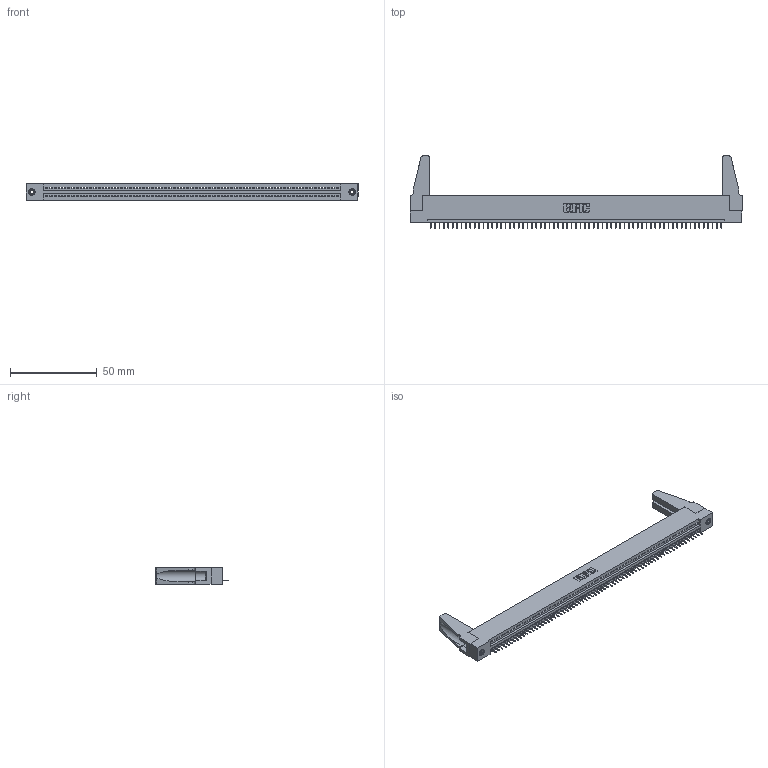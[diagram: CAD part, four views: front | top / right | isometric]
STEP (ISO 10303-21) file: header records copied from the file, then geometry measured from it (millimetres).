
FILE_DESCRIPTION (( 'STEP AP203' ), '1' );
FILE_NAME ('395-067-525-188.STEP', '2020-09-25T02:31:09', ( '' ), ( '' ), 'SwSTEP 2.0', 'SolidWorks 2020', '' );
FILE_SCHEMA (( 'CONFIG_CONTROL_DESIGN' ));
Length unit declared in the file: inch
Products named in the file (5): 395-067-525-188; 345-292-001_345-293-125; 345-220-078_345-220-088; 345-250-001_345-250-001-102; 345 Part_Flush Mounting Lugs - 0.156 Dia-TH
Assembly tree (72 placements, depth 2):
  395-067-525-188
    345 Part_Flush Mounting Lugs - 0.156 Dia-TH
    345-292-001_345-293-125  x67
    345-250-001_345-250-001-102  x2
    345-220-078_345-220-088  x2
Bounding box: 191.41 x 41.58 x 9.4 mm (x, y, z)
Volume: 21364.5 mm3; surface area: 26626 mm2
Topology: 72 solids, 72 shells, 4404 faces, 12715 edges, 8198 vertices
Faces by surface type: plane 3234, cylinder 1154, cone 12, torus 4
Entity records: 49282 total; most frequent: CARTESIAN_POINT 8523, ORIENTED_EDGE 8484, DIRECTION 7416, EDGE_CURVE 4242, LINE 3804, VECTOR 3804, VERTEX_POINT 2818, AXIS2_PLACEMENT_3D 1806
